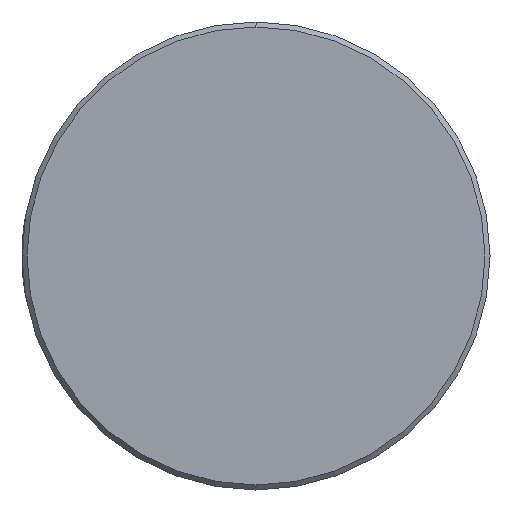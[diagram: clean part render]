
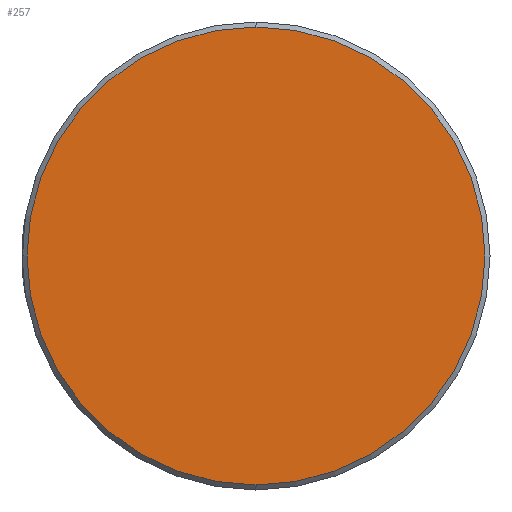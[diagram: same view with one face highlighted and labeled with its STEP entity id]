
A CAD part, left-side view. The second image highlights one B-rep face of the part: STEP entity #257.
In plain terms, the highlighted planar face has unit normal (-1, 0, 0).
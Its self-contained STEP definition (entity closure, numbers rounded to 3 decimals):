
#53 = EDGE_LOOP ( 'NONE', ( #164, #551 ) ) ;
#79 = AXIS2_PLACEMENT_3D ( 'NONE', #970, #863, #778 ) ;
#164 = ORIENTED_EDGE ( 'NONE', *, *, #273, .T. ) ;
#257 = ADVANCED_FACE ( 'NONE', ( #1324 ), #1068, .T. ) ;
#273 = EDGE_CURVE ( 'NONE', #806, #508, #994, .T. ) ;
#321 = CARTESIAN_POINT ( 'NONE',  ( -5., 0., 13.7 ) ) ;
#325 = AXIS2_PLACEMENT_3D ( 'NONE', #803, #954, #343 ) ;
#343 = DIRECTION ( 'NONE',  ( 0., 0., 1. ) ) ;
#359 = CIRCLE ( 'NONE', #325, 13.7 ) ;
#508 = VERTEX_POINT ( 'NONE', #321 ) ;
#551 = ORIENTED_EDGE ( 'NONE', *, *, #1320, .T. ) ;
#577 = DIRECTION ( 'NONE',  ( 0., 0., 1. ) ) ;
#584 = DIRECTION ( 'NONE',  ( -1., 0., 0. ) ) ;
#669 = CARTESIAN_POINT ( 'NONE',  ( -5., 0., 0. ) ) ;
#778 = DIRECTION ( 'NONE',  ( 0., 0., 1. ) ) ;
#803 = CARTESIAN_POINT ( 'NONE',  ( -5., 0., 0. ) ) ;
#806 = VERTEX_POINT ( 'NONE', #843 ) ;
#843 = CARTESIAN_POINT ( 'NONE',  ( -5., 0., -13.7 ) ) ;
#863 = DIRECTION ( 'NONE',  ( -1., 0., 0. ) ) ;
#954 = DIRECTION ( 'NONE',  ( -1., 0., 0. ) ) ;
#970 = CARTESIAN_POINT ( 'NONE',  ( -5., 0., 0. ) ) ;
#994 = CIRCLE ( 'NONE', #1203, 13.7 ) ;
#1068 = PLANE ( 'NONE',  #79 ) ;
#1203 = AXIS2_PLACEMENT_3D ( 'NONE', #669, #584, #577 ) ;
#1320 = EDGE_CURVE ( 'NONE', #508, #806, #359, .T. ) ;
#1324 = FACE_OUTER_BOUND ( 'NONE', #53, .T. ) ;
